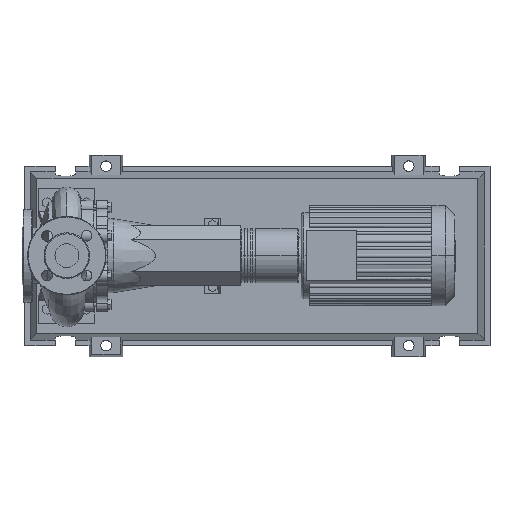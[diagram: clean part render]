
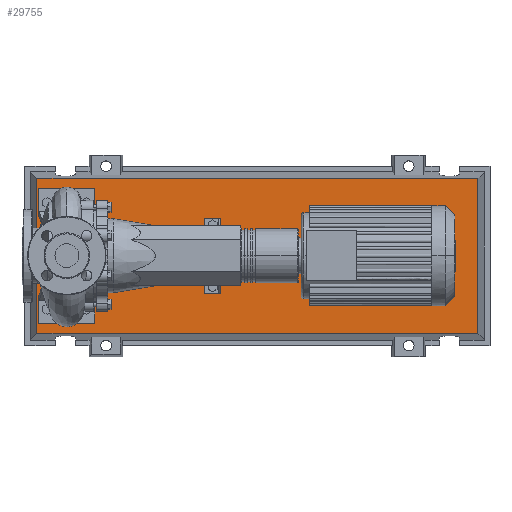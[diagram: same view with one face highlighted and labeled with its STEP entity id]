
A CAD part, top view. The second image highlights one B-rep face of the part: STEP entity #29755.
In plain terms, the highlighted planar face has unit normal (0, 0, 1).
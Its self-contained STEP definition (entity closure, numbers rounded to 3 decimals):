
#29436=CARTESIAN_POINT('',(733.292,-138.292,83.0));
#29437=VERTEX_POINT('',#29436);
#29444=CARTESIAN_POINT('',(-53.292,-138.292,83.0));
#29445=VERTEX_POINT('',#29444);
#29446=CARTESIAN_POINT('',(733.292,-138.292,83.0));
#29447=DIRECTION('',(-1.0,0.0,0.0));
#29448=VECTOR('',#29447,786.584);
#29449=LINE('',#29446,#29448);
#29450=EDGE_CURVE('',#29437,#29445,#29449,.T.);
#29668=CARTESIAN_POINT('',(733.292,138.292,83.0));
#29669=VERTEX_POINT('',#29668);
#29670=CARTESIAN_POINT('',(733.292,138.292,83.0));
#29671=DIRECTION('',(0.0,-1.0,0.0));
#29672=VECTOR('',#29671,276.584);
#29673=LINE('',#29670,#29672);
#29674=EDGE_CURVE('',#29669,#29437,#29673,.T.);
#29692=CARTESIAN_POINT('',(-53.292,138.292,83.0));
#29693=VERTEX_POINT('',#29692);
#29694=CARTESIAN_POINT('',(-53.292,-138.292,83.0));
#29695=DIRECTION('',(0.0,1.0,0.0));
#29696=VECTOR('',#29695,276.584);
#29697=LINE('',#29694,#29696);
#29698=EDGE_CURVE('',#29445,#29693,#29697,.T.);
#29731=CARTESIAN_POINT('',(-53.292,138.292,83.0));
#29732=DIRECTION('',(1.0,0.0,0.0));
#29733=VECTOR('',#29732,786.584);
#29734=LINE('',#29731,#29733);
#29735=EDGE_CURVE('',#29693,#29669,#29734,.T.);
#29744=CARTESIAN_POINT('',(340.,0.,83.0));
#29745=DIRECTION('',(0.0,0.0,1.0));
#29746=DIRECTION('',(1.0,0.0,0.0));
#29747=AXIS2_PLACEMENT_3D('',#29744,#29745,#29746);
#29748=PLANE('',#29747);
#29749=ORIENTED_EDGE('',*,*,#29674,.F.);
#29750=ORIENTED_EDGE('',*,*,#29735,.F.);
#29751=ORIENTED_EDGE('',*,*,#29698,.F.);
#29752=ORIENTED_EDGE('',*,*,#29450,.F.);
#29753=EDGE_LOOP('',(#29749,#29750,#29751,#29752));
#29754=FACE_OUTER_BOUND('',#29753,.T.);
#29755=ADVANCED_FACE('',(#29754),#29748,.T.);
